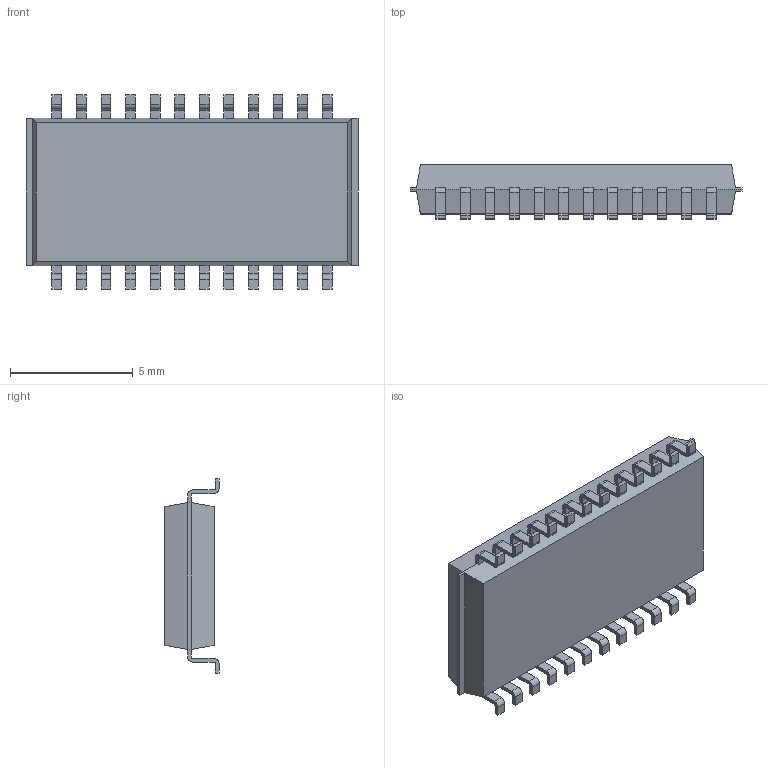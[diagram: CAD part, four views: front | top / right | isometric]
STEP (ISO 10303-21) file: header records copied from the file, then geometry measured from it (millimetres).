
FILE_DESCRIPTION (( 'STEP AP214' ), '1' );
FILE_NAME ('TB6551FAG,C,8,EL.STEP', '2019-05-26T20:03:10', ( '' ), ( '' ), 'SwSTEP 2.0', 'SolidWorks 2017', '' );
FILE_SCHEMA (( 'AUTOMOTIVE_DESIGN' ));
Length unit declared in the file: millimetre
Products named in the file (1): TB6551FAG,C,8,EL
Bounding box: 13.5 x 2.2 x 7.9 mm (x, y, z)
Volume: 152.6 mm3; surface area: 280.5 mm2
Topology: 25 solids, 25 shells, 379 faces, 984 edges, 656 vertices
Faces by surface type: plane 281, cylinder 98
Entity records: 11784 total; most frequent: CARTESIAN_POINT 2020, ORIENTED_EDGE 1968, DIRECTION 1940, EDGE_CURVE 984, VECTOR 788, LINE 788, VERTEX_POINT 656, AXIS2_PLACEMENT_3D 576
